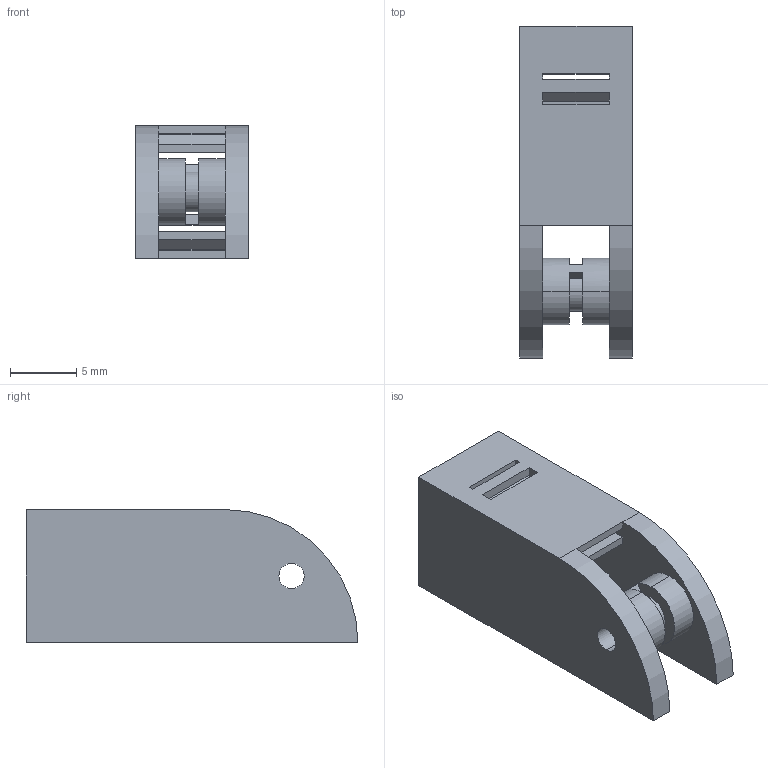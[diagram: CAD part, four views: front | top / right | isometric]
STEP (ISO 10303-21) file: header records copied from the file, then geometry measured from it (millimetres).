
FILE_DESCRIPTION (( 'STEP AP214' ), '1' );
FILE_NAME ('Finger2s.STEP', '2022-10-06T04:30:16', ( '' ), ( '' ), 'SwSTEP 2.0', 'SolidWorks 2021', '' );
FILE_SCHEMA (( 'AUTOMOTIVE_DESIGN' ));
Length unit declared in the file: millimetre
Products named in the file (1): Finger2s
Bounding box: 8.5 x 25 x 10 mm (x, y, z)
Volume: 1069.8 mm3; surface area: 1726.6 mm2
Topology: 1 solids, 1 shells, 45 faces, 145 edges, 96 vertices
Faces by surface type: plane 35, cylinder 10
Entity records: 1659 total; most frequent: ORIENTED_EDGE 290, CARTESIAN_POINT 287, DIRECTION 263, EDGE_CURVE 145, VECTOR 119, LINE 119, VERTEX_POINT 96, AXIS2_PLACEMENT_3D 72
